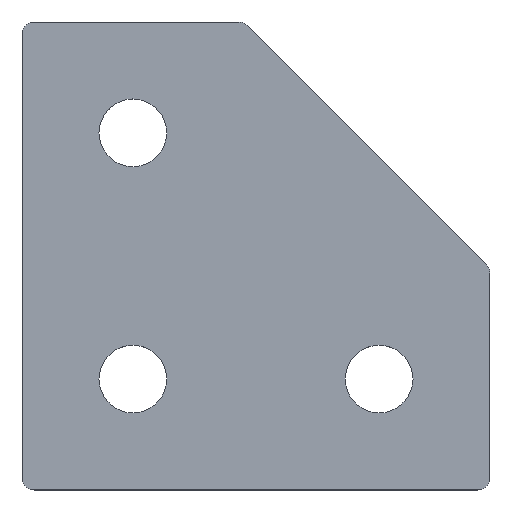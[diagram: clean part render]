
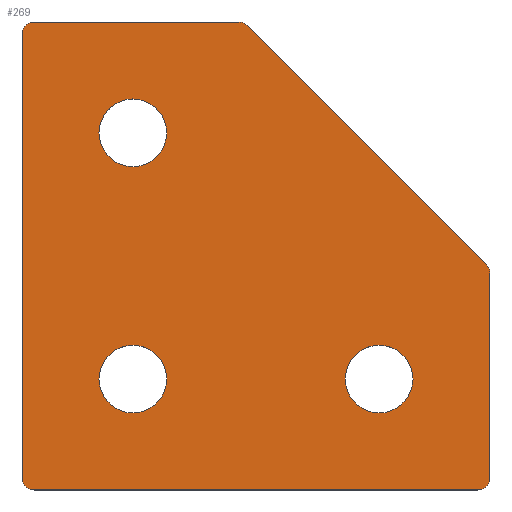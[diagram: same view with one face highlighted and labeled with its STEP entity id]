
A CAD part, top view. The second image highlights one B-rep face of the part: STEP entity #269.
In plain terms, the highlighted planar face has unit normal (0, 0, 1).
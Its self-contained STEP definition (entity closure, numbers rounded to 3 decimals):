
#15=FACE_BOUND('',#48,.T.);
#16=FACE_BOUND('',#49,.T.);
#17=FACE_BOUND('',#50,.T.);
#24=PLANE('',#288);
#32=FACE_OUTER_BOUND('',#47,.T.);
#47=EDGE_LOOP('',(#192,#193,#194,#195,#196,#197,#198,#199,#200,#201));
#48=EDGE_LOOP('',(#202));
#49=EDGE_LOOP('',(#203));
#50=EDGE_LOOP('',(#204));
#72=LINE('',#412,#92);
#73=LINE('',#416,#93);
#74=LINE('',#420,#94);
#75=LINE('',#424,#95);
#76=LINE('',#427,#96);
#92=VECTOR('',#328,27.456);
#93=VECTOR('',#331,16.586);
#94=VECTOR('',#334,36.);
#95=VECTOR('',#337,36.);
#96=VECTOR('',#340,16.586);
#110=CIRCLE('',#286,1.);
#112=CIRCLE('',#289,1.);
#113=CIRCLE('',#290,1.);
#114=CIRCLE('',#291,1.);
#115=CIRCLE('',#292,1.);
#116=CIRCLE('',#293,2.75);
#117=CIRCLE('',#294,2.75);
#118=CIRCLE('',#295,2.75);
#126=VERTEX_POINT('',#402);
#127=VERTEX_POINT('',#403);
#130=VERTEX_POINT('',#411);
#131=VERTEX_POINT('',#413);
#132=VERTEX_POINT('',#415);
#133=VERTEX_POINT('',#417);
#134=VERTEX_POINT('',#419);
#135=VERTEX_POINT('',#421);
#136=VERTEX_POINT('',#423);
#137=VERTEX_POINT('',#425);
#138=VERTEX_POINT('',#428);
#139=VERTEX_POINT('',#430);
#140=VERTEX_POINT('',#432);
#152=EDGE_CURVE('',#126,#127,#110,.T.);
#156=EDGE_CURVE('',#126,#130,#72,.T.);
#157=EDGE_CURVE('',#131,#130,#112,.T.);
#158=EDGE_CURVE('',#131,#132,#73,.T.);
#159=EDGE_CURVE('',#133,#132,#113,.T.);
#160=EDGE_CURVE('',#133,#134,#74,.T.);
#161=EDGE_CURVE('',#135,#134,#114,.T.);
#162=EDGE_CURVE('',#135,#136,#75,.T.);
#163=EDGE_CURVE('',#137,#136,#115,.T.);
#164=EDGE_CURVE('',#137,#127,#76,.T.);
#165=EDGE_CURVE('',#138,#138,#116,.T.);
#166=EDGE_CURVE('',#139,#139,#117,.T.);
#167=EDGE_CURVE('',#140,#140,#118,.T.);
#192=ORIENTED_EDGE('',*,*,#152,.F.);
#193=ORIENTED_EDGE('',*,*,#156,.T.);
#194=ORIENTED_EDGE('',*,*,#157,.F.);
#195=ORIENTED_EDGE('',*,*,#158,.T.);
#196=ORIENTED_EDGE('',*,*,#159,.F.);
#197=ORIENTED_EDGE('',*,*,#160,.T.);
#198=ORIENTED_EDGE('',*,*,#161,.F.);
#199=ORIENTED_EDGE('',*,*,#162,.T.);
#200=ORIENTED_EDGE('',*,*,#163,.F.);
#201=ORIENTED_EDGE('',*,*,#164,.T.);
#202=ORIENTED_EDGE('',*,*,#165,.T.);
#203=ORIENTED_EDGE('',*,*,#166,.T.);
#204=ORIENTED_EDGE('',*,*,#167,.T.);
#269=ADVANCED_FACE('',(#32,#15,#16,#17),#24,.T.);
#286=AXIS2_PLACEMENT_3D('',#404,#320,#321);
#288=AXIS2_PLACEMENT_3D('',#410,#326,#327);
#289=AXIS2_PLACEMENT_3D('',#414,#329,#330);
#290=AXIS2_PLACEMENT_3D('',#418,#332,#333);
#291=AXIS2_PLACEMENT_3D('',#422,#335,#336);
#292=AXIS2_PLACEMENT_3D('',#426,#338,#339);
#293=AXIS2_PLACEMENT_3D('',#429,#341,#342);
#294=AXIS2_PLACEMENT_3D('',#431,#343,#344);
#295=AXIS2_PLACEMENT_3D('',#433,#345,#346);
#320=DIRECTION('center_axis',(0.,0.,-1.));
#321=DIRECTION('ref_axis',(0.924,0.383,0.));
#326=DIRECTION('center_axis',(0.,0.,1.));
#327=DIRECTION('ref_axis',(1.,0.,0.));
#328=DIRECTION('',(-0.707,0.707,0.));
#329=DIRECTION('center_axis',(0.,0.,-1.));
#330=DIRECTION('ref_axis',(0.383,0.924,0.));
#331=DIRECTION('',(-1.,0.,0.));
#332=DIRECTION('center_axis',(0.,0.,-1.));
#333=DIRECTION('ref_axis',(-0.707,0.707,0.));
#334=DIRECTION('',(0.,-1.,0.));
#335=DIRECTION('center_axis',(0.,0.,-1.));
#336=DIRECTION('ref_axis',(-0.707,-0.707,0.));
#337=DIRECTION('',(1.,0.,0.));
#338=DIRECTION('center_axis',(0.,0.,-1.));
#339=DIRECTION('ref_axis',(0.707,-0.707,0.));
#340=DIRECTION('',(0.,1.,0.));
#341=DIRECTION('center_axis',(0.,0.,-1.));
#342=DIRECTION('ref_axis',(-1.,0.,0.));
#343=DIRECTION('center_axis',(0.,0.,-1.));
#344=DIRECTION('ref_axis',(-1.,0.,0.));
#345=DIRECTION('center_axis',(0.,0.,-1.));
#346=DIRECTION('ref_axis',(-1.,0.,0.));
#402=CARTESIAN_POINT('',(37.707,18.293,3.));
#403=CARTESIAN_POINT('',(38.,17.586,3.));
#404=CARTESIAN_POINT('Origin',(37.,17.586,3.));
#410=CARTESIAN_POINT('Origin',(16.823,16.823,3.));
#411=CARTESIAN_POINT('',(18.293,37.707,3.));
#412=CARTESIAN_POINT('',(18.,38.,3.));
#413=CARTESIAN_POINT('',(17.586,38.,3.));
#414=CARTESIAN_POINT('Origin',(17.586,37.,3.));
#415=CARTESIAN_POINT('',(1.,38.,3.));
#416=CARTESIAN_POINT('',(0.,38.,3.));
#417=CARTESIAN_POINT('',(0.,37.,3.));
#418=CARTESIAN_POINT('Origin',(1.,37.,3.));
#419=CARTESIAN_POINT('',(0.,1.,3.));
#420=CARTESIAN_POINT('',(0.,0.,3.));
#421=CARTESIAN_POINT('',(1.,0.,3.));
#422=CARTESIAN_POINT('Origin',(1.,1.,3.));
#423=CARTESIAN_POINT('',(37.,0.,3.));
#424=CARTESIAN_POINT('',(38.,0.,3.));
#425=CARTESIAN_POINT('',(38.,1.,3.));
#426=CARTESIAN_POINT('Origin',(37.,1.,3.));
#427=CARTESIAN_POINT('',(38.,18.,3.));
#428=CARTESIAN_POINT('',(11.75,29.,3.));
#429=CARTESIAN_POINT('Origin',(9.,29.,3.));
#430=CARTESIAN_POINT('',(11.75,9.,3.));
#431=CARTESIAN_POINT('Origin',(9.,9.,3.));
#432=CARTESIAN_POINT('',(31.75,9.,3.));
#433=CARTESIAN_POINT('Origin',(29.,9.,3.));
